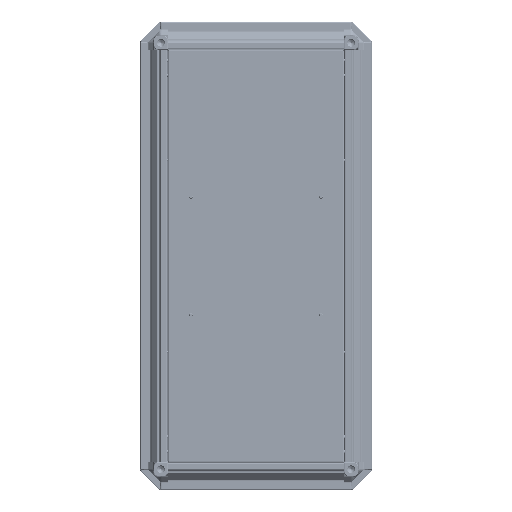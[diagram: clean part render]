
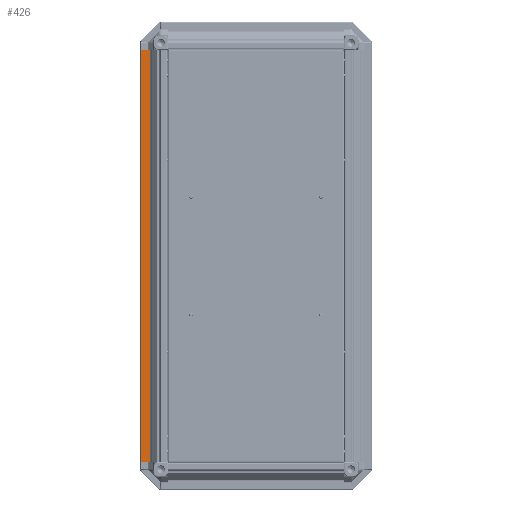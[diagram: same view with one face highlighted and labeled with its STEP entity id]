
A CAD part, front view. The second image highlights one B-rep face of the part: STEP entity #426.
In plain terms, the highlighted face is planar.
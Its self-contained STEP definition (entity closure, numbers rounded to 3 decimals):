
#426 = ADVANCED_FACE ( 'NONE', ( #35098 ), #38075, .F. ) ;
#1557 = AXIS2_PLACEMENT_3D ( 'NONE', #28135, #47105, #46790 ) ;
#3081 = VERTEX_POINT ( 'NONE', #47194 ) ;
#4007 = VECTOR ( 'NONE', #29410, 1000. ) ;
#5733 = ORIENTED_EDGE ( 'NONE', *, *, #21399, .F. ) ;
#10945 = LINE ( 'NONE', #53586, #60454 ) ;
#11311 = LINE ( 'NONE', #44326, #4007 ) ;
#12496 = CARTESIAN_POINT ( 'NONE',  ( -22.386, -7.932, 0. ) ) ;
#13981 = EDGE_CURVE ( 'NONE', #18843, #52440, #41350, .T. ) ;
#14194 = CARTESIAN_POINT ( 'NONE',  ( -22.386, -7.932, 698. ) ) ;
#16483 = ORIENTED_EDGE ( 'NONE', *, *, #60902, .F. ) ;
#18843 = VERTEX_POINT ( 'NONE', #12496 ) ;
#21399 = EDGE_CURVE ( 'NONE', #3081, #52440, #11311, .T. ) ;
#21597 = ORIENTED_EDGE ( 'NONE', *, *, #13981, .T. ) ;
#25279 = DIRECTION ( 'NONE',  ( 0., 0., -1. ) ) ;
#25687 = VERTEX_POINT ( 'NONE', #14194 ) ;
#27116 = ORIENTED_EDGE ( 'NONE', *, *, #39376, .T. ) ;
#28135 = CARTESIAN_POINT ( 'NONE',  ( -22.386, -7.932, 698. ) ) ;
#29410 = DIRECTION ( 'NONE',  ( 0., 0., -1. ) ) ;
#31273 = VECTOR ( 'NONE', #54404, 1000. ) ;
#32589 = CARTESIAN_POINT ( 'NONE',  ( -12.747, 1.707, 0. ) ) ;
#35098 = FACE_OUTER_BOUND ( 'NONE', #36047, .T. ) ;
#36047 = EDGE_LOOP ( 'NONE', ( #21597, #5733, #16483, #27116 ) ) ;
#38075 = PLANE ( 'NONE',  #1557 ) ;
#39376 = EDGE_CURVE ( 'NONE', #25687, #18843, #10945, .T. ) ;
#41014 = CARTESIAN_POINT ( 'NONE',  ( -22.386, -7.932, 698. ) ) ;
#41350 = LINE ( 'NONE', #51264, #41485 ) ;
#41485 = VECTOR ( 'NONE', #50362, 1000. ) ;
#44326 = CARTESIAN_POINT ( 'NONE',  ( -12.747, 1.707, 698. ) ) ;
#46790 = DIRECTION ( 'NONE',  ( -0.707, -0.707, 0. ) ) ;
#47105 = DIRECTION ( 'NONE',  ( -0.707, 0.707, 0. ) ) ;
#47194 = CARTESIAN_POINT ( 'NONE',  ( -12.747, 1.707, 698. ) ) ;
#50362 = DIRECTION ( 'NONE',  ( 0.707, 0.707, 0. ) ) ;
#51264 = CARTESIAN_POINT ( 'NONE',  ( -22.386, -7.932, 0. ) ) ;
#52440 = VERTEX_POINT ( 'NONE', #32589 ) ;
#53586 = CARTESIAN_POINT ( 'NONE',  ( -22.386, -7.932, 698. ) ) ;
#54404 = DIRECTION ( 'NONE',  ( 0.707, 0.707, 0. ) ) ;
#55313 = LINE ( 'NONE', #41014, #31273 ) ;
#60454 = VECTOR ( 'NONE', #25279, 1000. ) ;
#60902 = EDGE_CURVE ( 'NONE', #25687, #3081, #55313, .T. ) ;
